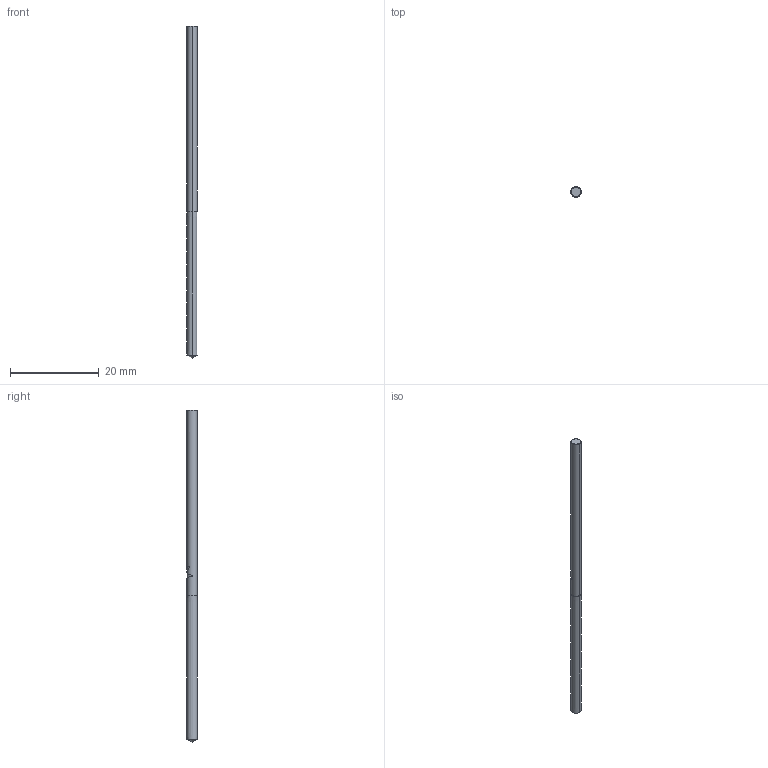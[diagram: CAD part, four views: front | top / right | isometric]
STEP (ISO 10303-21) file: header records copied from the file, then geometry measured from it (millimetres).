
FILE_DESCRIPTION(('no description'),'unknown implementation level');
FILE_NAME('8622823.stp',' ',('CIM GmbH Aachen'),('CADClick - KiM GmbH - www.kimweb.de'),'unknown preprocess','ACIS','unknown authorization');
FILE_SCHEMA(('automotive_design'));
Length unit declared in the file: millimetre
Products named in the file (2): 1; 2
Bounding box: 2.3 x 2.3 x 75 mm (x, y, z)
Volume: 309.6 mm3; surface area: 554.5 mm2
Topology: 2 solids, 2 shells, 25 faces, 62 edges, 39 vertices
Faces by surface type: cylinder 10, plane 9, cone 6
Entity records: 1761 total; most frequent: CARTESIAN_POINT 437, STYLED_ITEM 126, PRESENTATION_STYLE_ASSIGNMENT 126, COLOUR_RGB 126, DIRECTION 123, ORIENTED_EDGE 120, EDGE_CURVE 60, CURVE_STYLE 60
